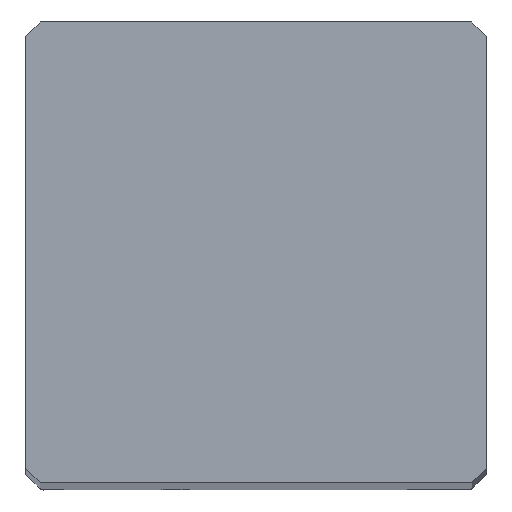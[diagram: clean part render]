
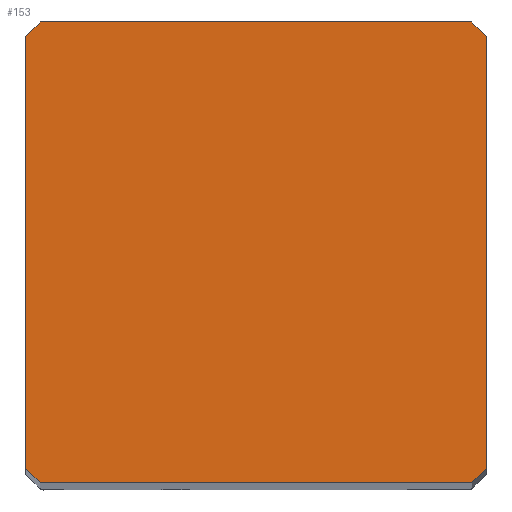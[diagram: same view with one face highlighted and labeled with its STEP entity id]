
A CAD part, top view. The second image highlights one B-rep face of the part: STEP entity #153.
In plain terms, the highlighted planar face has unit normal (0, 0, 1).
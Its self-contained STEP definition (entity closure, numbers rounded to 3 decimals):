
#99=FACE_OUTER_BOUND('',#240,.T.);
#153=ADVANCED_FACE('',(#99),#209,.T.);
#209=PLANE('',#1167);
#240=EDGE_LOOP('',(#491,#492,#493,#494,#495,#496,#497,#498));
#299=LINE('',#1604,#386);
#311=LINE('',#1632,#398);
#312=LINE('',#1634,#399);
#313=LINE('',#1635,#400);
#314=LINE('',#1637,#401);
#315=LINE('',#1639,#402);
#316=LINE('',#1641,#403);
#317=LINE('',#1643,#404);
#386=VECTOR('',#1292,1.);
#398=VECTOR('',#1312,1.);
#399=VECTOR('',#1315,1.);
#400=VECTOR('',#1316,1.);
#401=VECTOR('',#1317,1.);
#402=VECTOR('',#1318,1.);
#403=VECTOR('',#1319,1.);
#404=VECTOR('',#1320,1.);
#491=ORIENTED_EDGE('',*,*,#905,.F.);
#492=ORIENTED_EDGE('',*,*,#906,.T.);
#493=ORIENTED_EDGE('',*,*,#891,.T.);
#494=ORIENTED_EDGE('',*,*,#907,.T.);
#495=ORIENTED_EDGE('',*,*,#908,.F.);
#496=ORIENTED_EDGE('',*,*,#909,.T.);
#497=ORIENTED_EDGE('',*,*,#910,.T.);
#498=ORIENTED_EDGE('',*,*,#911,.T.);
#786=VERTEX_POINT('',#1603);
#787=VERTEX_POINT('',#1605);
#797=VERTEX_POINT('',#1629);
#798=VERTEX_POINT('',#1631);
#799=VERTEX_POINT('',#1636);
#800=VERTEX_POINT('',#1638);
#801=VERTEX_POINT('',#1640);
#802=VERTEX_POINT('',#1642);
#891=EDGE_CURVE('',#787,#786,#299,.T.);
#905=EDGE_CURVE('',#798,#797,#311,.T.);
#906=EDGE_CURVE('',#798,#787,#312,.T.);
#907=EDGE_CURVE('',#786,#799,#313,.T.);
#908=EDGE_CURVE('',#800,#799,#314,.T.);
#909=EDGE_CURVE('',#800,#801,#315,.T.);
#910=EDGE_CURVE('',#801,#802,#316,.T.);
#911=EDGE_CURVE('',#802,#797,#317,.T.);
#1167=AXIS2_PLACEMENT_3D('',#1644,#1321,#1322);
#1292=DIRECTION('',(1.,0.,0.));
#1312=DIRECTION('',(0.,1.,0.));
#1315=DIRECTION('',(0.707,-0.707,0.));
#1316=DIRECTION('',(0.707,0.707,0.));
#1317=DIRECTION('',(0.,-1.,0.));
#1318=DIRECTION('',(-0.707,0.707,0.));
#1319=DIRECTION('',(-1.,0.,0.));
#1320=DIRECTION('',(-0.707,-0.707,0.));
#1321=DIRECTION('',(0.,0.,1.));
#1322=DIRECTION('',(1.,0.,0.));
#1603=CARTESIAN_POINT('',(-0.5,0.,0.));
#1604=CARTESIAN_POINT('',(-15.5,0.,0.));
#1605=CARTESIAN_POINT('',(-15.5,0.,0.));
#1629=CARTESIAN_POINT('',(-16.,15.5,0.));
#1631=CARTESIAN_POINT('',(-16.,0.5,0.));
#1632=CARTESIAN_POINT('',(-16.,0.5,0.));
#1634=CARTESIAN_POINT('',(-16.,0.5,0.));
#1635=CARTESIAN_POINT('',(-0.5,0.,0.));
#1636=CARTESIAN_POINT('',(0.,0.5,0.));
#1637=CARTESIAN_POINT('',(0.,15.5,0.));
#1638=CARTESIAN_POINT('',(0.,15.5,0.));
#1639=CARTESIAN_POINT('',(0.,15.5,0.));
#1640=CARTESIAN_POINT('',(-0.5,16.,0.));
#1641=CARTESIAN_POINT('',(-0.5,16.,0.));
#1642=CARTESIAN_POINT('',(-15.5,16.,0.));
#1643=CARTESIAN_POINT('',(-15.5,16.,0.));
#1644=CARTESIAN_POINT('',(-8.,8.,0.));
